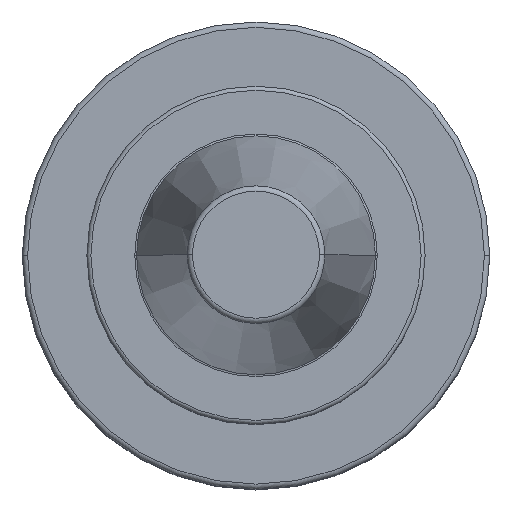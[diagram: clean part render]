
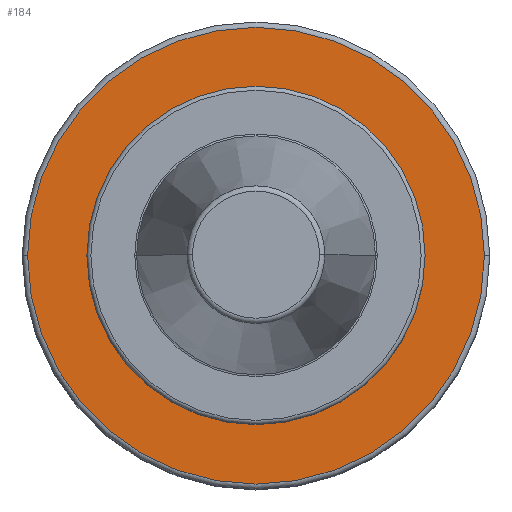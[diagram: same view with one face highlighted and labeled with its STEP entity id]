
A CAD part, top view. The second image highlights one B-rep face of the part: STEP entity #184.
In plain terms, the highlighted planar face has unit normal (0, 0, 1).
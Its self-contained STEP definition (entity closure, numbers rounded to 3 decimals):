
#184=ADVANCED_FACE('',(#216,#217),#205,.F.);
#205=PLANE('',#778);
#216=FACE_BOUND('',#251,.T.);
#217=FACE_BOUND('',#252,.T.);
#251=EDGE_LOOP('',(#383,#384));
#252=EDGE_LOOP('',(#385,#386));
#383=ORIENTED_EDGE('',*,*,#572,.T.);
#384=ORIENTED_EDGE('',*,*,#514,.T.);
#385=ORIENTED_EDGE('',*,*,#573,.T.);
#386=ORIENTED_EDGE('',*,*,#510,.T.);
#457=VERTEX_POINT('',#1096);
#458=VERTEX_POINT('',#1097);
#461=VERTEX_POINT('',#1105);
#462=VERTEX_POINT('',#1106);
#510=EDGE_CURVE('',#457,#458,#599,.T.);
#514=EDGE_CURVE('',#461,#462,#603,.T.);
#572=EDGE_CURVE('',#462,#461,#645,.T.);
#573=EDGE_CURVE('',#458,#457,#646,.T.);
#599=CIRCLE('',#705,42.5);
#603=CIRCLE('',#710,31.);
#645=CIRCLE('',#776,31.);
#646=CIRCLE('',#777,42.5);
#705=AXIS2_PLACEMENT_3D('',#1095,#845,#846);
#710=AXIS2_PLACEMENT_3D('',#1104,#855,#856);
#776=AXIS2_PLACEMENT_3D('',#1218,#1003,#1004);
#777=AXIS2_PLACEMENT_3D('',#1219,#1005,#1006);
#778=AXIS2_PLACEMENT_3D('',#1220,#1007,#1008);
#845=DIRECTION('',(0.,0.,1.));
#846=DIRECTION('',(-1.,0.,0.));
#855=DIRECTION('',(0.,0.,-1.));
#856=DIRECTION('',(-1.,0.,0.));
#1003=DIRECTION('',(0.,0.,-1.));
#1004=DIRECTION('',(-1.,0.,0.));
#1005=DIRECTION('',(0.,0.,1.));
#1006=DIRECTION('',(-1.,0.,0.));
#1007=DIRECTION('',(0.,0.,-1.));
#1008=DIRECTION('',(1.,0.,0.));
#1095=CARTESIAN_POINT('',(0.,0.,-45.));
#1096=CARTESIAN_POINT('',(42.5,0.,-45.));
#1097=CARTESIAN_POINT('',(-42.5,0.,-45.));
#1104=CARTESIAN_POINT('',(0.,0.,-45.));
#1105=CARTESIAN_POINT('',(31.,0.,-45.));
#1106=CARTESIAN_POINT('',(-31.,0.,-45.));
#1218=CARTESIAN_POINT('',(0.,0.,-45.));
#1219=CARTESIAN_POINT('',(0.,0.,-45.));
#1220=CARTESIAN_POINT('',(0.,30.,-45.));
